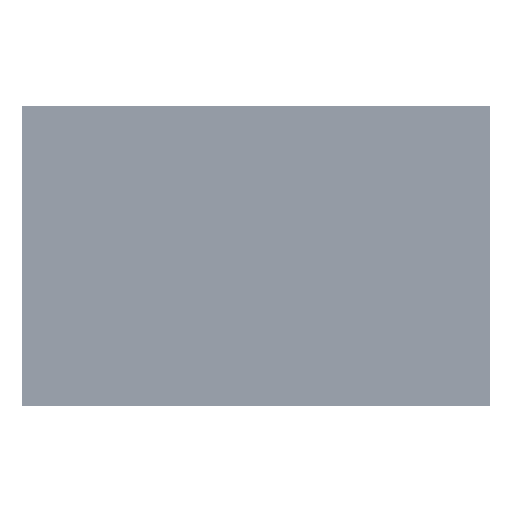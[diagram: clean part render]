
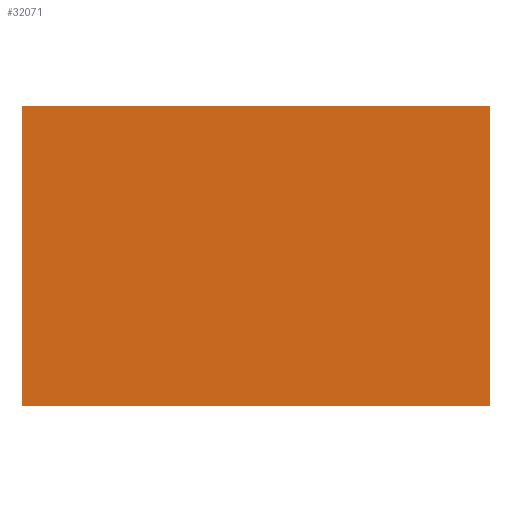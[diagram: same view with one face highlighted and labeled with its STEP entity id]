
A CAD part, front view. The second image highlights one B-rep face of the part: STEP entity #32071.
In plain terms, the highlighted planar face has unit normal (0, -1, 0).
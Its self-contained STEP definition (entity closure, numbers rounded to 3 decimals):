
#6810=FACE_OUTER_BOUND('',#8735,.T.);
#8735=EDGE_LOOP('',(#23106,#23107,#23108,#23109));
#11135=LINE('',#48337,#13167);
#11139=LINE('',#48344,#13171);
#11142=LINE('',#48350,#13174);
#11144=LINE('',#48353,#13176);
#13167=VECTOR('',#39803,6995.);
#13171=VECTOR('',#39809,4490.);
#13174=VECTOR('',#39814,6995.);
#13176=VECTOR('',#39818,4490.);
#15111=VERTEX_POINT('',#48334);
#15112=VERTEX_POINT('',#48336);
#15114=VERTEX_POINT('',#48342);
#15116=VERTEX_POINT('',#48348);
#18029=EDGE_CURVE('',#15111,#15112,#11135,.T.);
#18033=EDGE_CURVE('',#15114,#15111,#11139,.T.);
#18036=EDGE_CURVE('',#15116,#15114,#11142,.T.);
#18038=EDGE_CURVE('',#15112,#15116,#11144,.T.);
#23106=ORIENTED_EDGE('',*,*,#18038,.F.);
#23107=ORIENTED_EDGE('',*,*,#18029,.F.);
#23108=ORIENTED_EDGE('',*,*,#18033,.F.);
#23109=ORIENTED_EDGE('',*,*,#18036,.F.);
#31135=PLANE('',#36263);
#32071=ADVANCED_FACE('',(#6810),#31135,.F.);
#36263=AXIS2_PLACEMENT_3D('',#48769,#40281,#40282);
#39803=DIRECTION('',(-1.,0.,0.));
#39809=DIRECTION('',(0.,0.,-1.));
#39814=DIRECTION('',(1.,0.,0.));
#39818=DIRECTION('',(0.,0.,1.));
#40281=DIRECTION('center_axis',(0.,1.,0.));
#40282=DIRECTION('ref_axis',(0.,0.,1.));
#48334=CARTESIAN_POINT('',(5295.,-80.,-2245.));
#48336=CARTESIAN_POINT('',(-1700.,-80.,-2245.));
#48337=CARTESIAN_POINT('',(5295.,-80.,-2245.));
#48342=CARTESIAN_POINT('',(5295.,-80.,2245.));
#48344=CARTESIAN_POINT('',(5295.,-80.,2245.));
#48348=CARTESIAN_POINT('',(-1700.,-80.,2245.));
#48350=CARTESIAN_POINT('',(-1700.,-80.,2245.));
#48353=CARTESIAN_POINT('',(-1700.,-80.,-2245.));
#48769=CARTESIAN_POINT('Origin',(-1700.,-80.,2245.));
